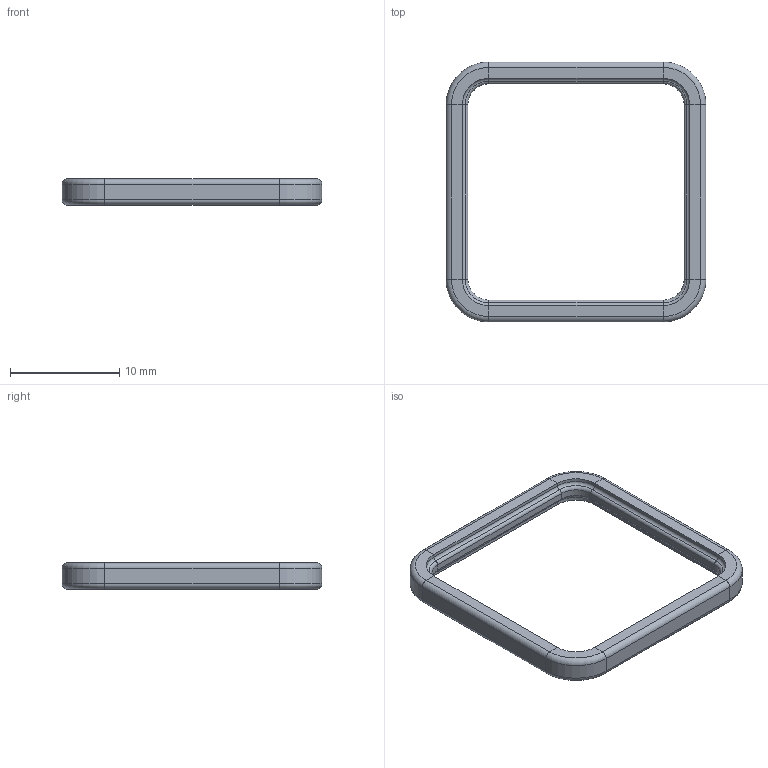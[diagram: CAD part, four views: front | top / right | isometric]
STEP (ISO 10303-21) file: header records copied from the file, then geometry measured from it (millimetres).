
FILE_DESCRIPTION(('CATIA V5 STEP Exchange','CAx-IF Rec.Pracs.--- Model Styling and Organization---1.4--- 2014-01-23'),'2;1');
FILE_NAME ('004527-4_0', '2021-10-28T08:46:19+00:00', ('none'), ('Weidmueller'), 'CATIA Version 5-6 Release 2016 SP3 HF44', 'CATIA V5 STEP AP214', 'none');
FILE_SCHEMA(('AUTOMOTIVE_DESIGN { 1 0 10303 214 1 1 1 1 }'));
Length unit declared in the file: millimetre
Products named in the file (1): 1044580000
Bounding box: 23.8 x 23.8 x 2.4 mm (x, y, z)
Volume: 338.8 mm3; surface area: 650.4 mm2
Topology: 1 solids, 1 shells, 96 faces, 192 edges, 96 vertices
Faces by surface type: cylinder 40, plane 32, torus 24
Entity records: 2224 total; most frequent: ORIENTED_EDGE 384, CARTESIAN_POINT 363, DIRECTION 340, EDGE_CURVE 192, AXIS2_PLACEMENT_3D 171, VECTOR 96, ADVANCED_FACE 96, CIRCLE 96
